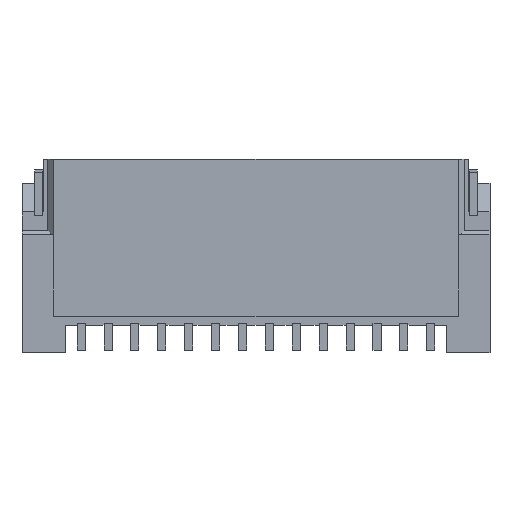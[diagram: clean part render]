
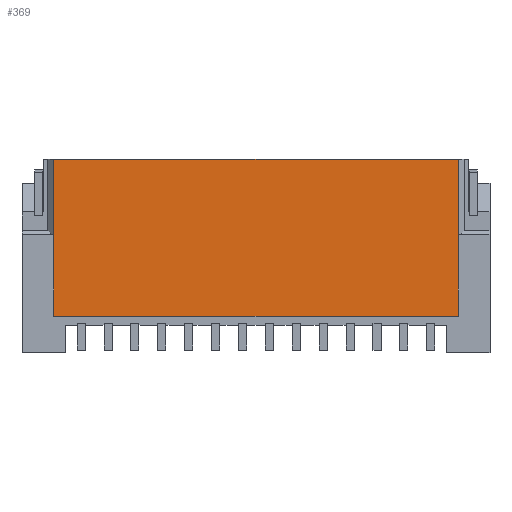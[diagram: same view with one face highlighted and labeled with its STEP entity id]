
A CAD part, front view. The second image highlights one B-rep face of the part: STEP entity #369.
In plain terms, the highlighted planar face has unit normal (0, -1, 0).
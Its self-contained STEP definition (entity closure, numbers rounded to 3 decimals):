
#369 = ADVANCED_FACE( '', ( #1312 ), #1313, .T. );
#1312 = FACE_OUTER_BOUND( '', #2566, .T. );
#1313 = PLANE( '', #2567 );
#2566 = EDGE_LOOP( '', ( #5708, #5709, #5710, #5711, #5712, #5713 ) );
#2567 = AXIS2_PLACEMENT_3D( '', #5714, #5715, #5716 );
#5708 = ORIENTED_EDGE( '', *, *, #8536, .F. );
#5709 = ORIENTED_EDGE( '', *, *, #9509, .F. );
#5710 = ORIENTED_EDGE( '', *, *, #8246, .T. );
#5711 = ORIENTED_EDGE( '', *, *, #9510, .F. );
#5712 = ORIENTED_EDGE( '', *, *, #9511, .F. );
#5713 = ORIENTED_EDGE( '', *, *, #9225, .T. );
#5714 = CARTESIAN_POINT( '', ( -4.35, 0., 0. ) );
#5715 = DIRECTION( '', ( 0., -1., 0. ) );
#5716 = DIRECTION( '', ( 0., 0., -1. ) );
#8246 = EDGE_CURVE( '', #9897, #9904, #9906, .T. );
#8536 = EDGE_CURVE( '', #10469, #9939, #10471, .T. );
#9225 = EDGE_CURVE( '', #11693, #9939, #11697, .T. );
#9509 = EDGE_CURVE( '', #9897, #10469, #12151, .T. );
#9510 = EDGE_CURVE( '', #12152, #9904, #12153, .T. );
#9511 = EDGE_CURVE( '', #11693, #12152, #12154, .T. );
#9897 = VERTEX_POINT( '', #12640 );
#9904 = VERTEX_POINT( '', #12650 );
#9906 = LINE( '', #12653, #12654 );
#9939 = VERTEX_POINT( '', #12703 );
#10469 = VERTEX_POINT( '', #13475 );
#10471 = LINE( '', #13478, #13479 );
#11693 = VERTEX_POINT( '', #15353 );
#11697 = LINE( '', #15359, #15360 );
#12151 = LINE( '', #16082, #16083 );
#12152 = VERTEX_POINT( '', #16084 );
#12153 = LINE( '', #16085, #16086 );
#12154 = LINE( '', #16087, #16088 );
#12640 = CARTESIAN_POINT( '', ( -3.76, 0., 0. ) );
#12650 = CARTESIAN_POINT( '', ( -3.76, 0., -1.4 ) );
#12653 = CARTESIAN_POINT( '', ( -3.76, 0., 0. ) );
#12654 = VECTOR( '', #16821, 1000. );
#12703 = CARTESIAN_POINT( '', ( 3.76, 0., -1.4 ) );
#13475 = CARTESIAN_POINT( '', ( 3.76, 0., 0. ) );
#13478 = CARTESIAN_POINT( '', ( 3.76, 0., 0. ) );
#13479 = VECTOR( '', #17171, 1000. );
#15353 = CARTESIAN_POINT( '', ( 3.76, 0., -2.92 ) );
#15359 = CARTESIAN_POINT( '', ( 3.76, 0., -2.92 ) );
#15360 = VECTOR( '', #17939, 1000. );
#16082 = CARTESIAN_POINT( '', ( -3.76, 0., 0. ) );
#16083 = VECTOR( '', #18253, 1000. );
#16084 = CARTESIAN_POINT( '', ( -3.76, 0., -2.92 ) );
#16085 = CARTESIAN_POINT( '', ( -3.76, 0., -2.92 ) );
#16086 = VECTOR( '', #18254, 1000. );
#16087 = CARTESIAN_POINT( '', ( 3.76, 0., -2.92 ) );
#16088 = VECTOR( '', #18255, 1000. );
#16821 = DIRECTION( '', ( 0., 0., -1. ) );
#17171 = DIRECTION( '', ( 0., 0., -1. ) );
#17939 = DIRECTION( '', ( 0., 0., 1. ) );
#18253 = DIRECTION( '', ( 1., 0., 0. ) );
#18254 = DIRECTION( '', ( 0., 0., 1. ) );
#18255 = DIRECTION( '', ( -1., 0., 0. ) );
